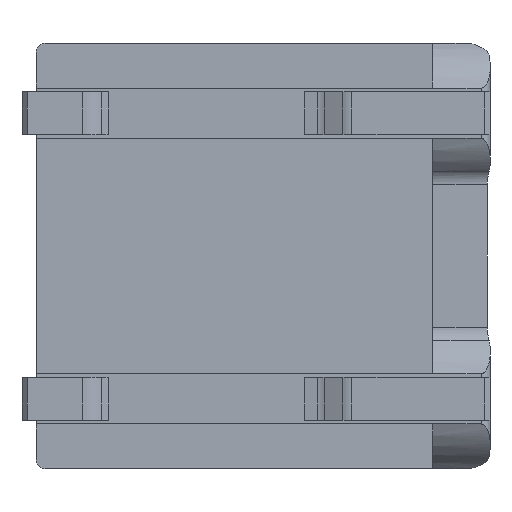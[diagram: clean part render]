
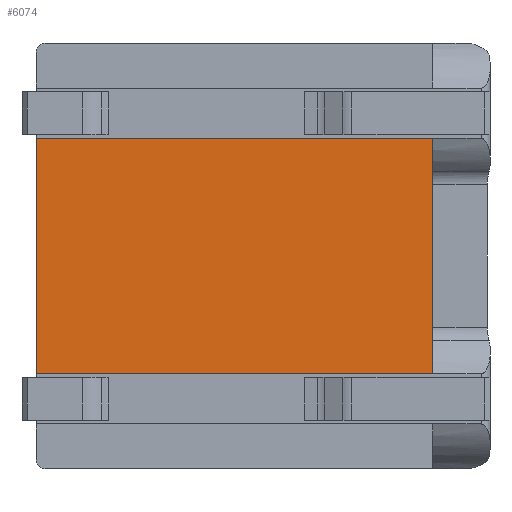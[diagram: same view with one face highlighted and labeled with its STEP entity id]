
A CAD part, front view. The second image highlights one B-rep face of the part: STEP entity #6074.
In plain terms, the highlighted planar face has unit normal (0, -1, 0).
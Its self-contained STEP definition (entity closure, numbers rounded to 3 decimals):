
#700=ORIENTED_EDGE('',*,*,#1958,.T.);
#701=ORIENTED_EDGE('',*,*,#1962,.T.);
#702=ORIENTED_EDGE('',*,*,#1963,.F.);
#703=ORIENTED_EDGE('',*,*,#1964,.F.);
#1958=EDGE_CURVE('',#2573,#2572,#2956,.T.);
#1962=EDGE_CURVE('',#2572,#2574,#2960,.T.);
#1963=EDGE_CURVE('',#2575,#2574,#2961,.T.);
#1964=EDGE_CURVE('',#2573,#2575,#2962,.T.);
#2572=VERTEX_POINT('',#8676);
#2573=VERTEX_POINT('',#8678);
#2574=VERTEX_POINT('',#8684);
#2575=VERTEX_POINT('',#8686);
#2956=LINE('',#8677,#3382);
#2960=LINE('',#8683,#3386);
#2961=LINE('',#8685,#3387);
#2962=LINE('',#8687,#3388);
#3382=VECTOR('',#7129,1000.);
#3386=VECTOR('',#7135,1000.);
#3387=VECTOR('',#7136,1000.);
#3388=VECTOR('',#7137,1000.);
#3700=EDGE_LOOP('',(#700,#701,#702,#703));
#3956=FACE_BOUND('',#3700,.T.);
#4185=PLANE('',#6393);
#6074=ADVANCED_FACE('',(#3956),#4185,.F.);
#6393=AXIS2_PLACEMENT_3D('',#8682,#7133,#7134);
#7129=DIRECTION('',(0.,0.,-1.));
#7133=DIRECTION('',(0.,1.,0.));
#7134=DIRECTION('',(0.,0.,1.));
#7135=DIRECTION('',(1.,0.,0.));
#7136=DIRECTION('',(0.,0.,-1.));
#7137=DIRECTION('',(1.,0.,0.));
#8676=CARTESIAN_POINT('',(-12.7,0.,2.65));
#8677=CARTESIAN_POINT('',(-12.7,0.,11.9));
#8678=CARTESIAN_POINT('',(-12.7,0.,9.25));
#8682=CARTESIAN_POINT('',(-12.7,0.,11.9));
#8683=CARTESIAN_POINT('',(-12.7,0.,2.65));
#8684=CARTESIAN_POINT('',(-1.6,0.,2.65));
#8685=CARTESIAN_POINT('',(-1.6,0.,11.9));
#8686=CARTESIAN_POINT('',(-1.6,0.,9.25));
#8687=CARTESIAN_POINT('',(-12.7,0.,9.25));
